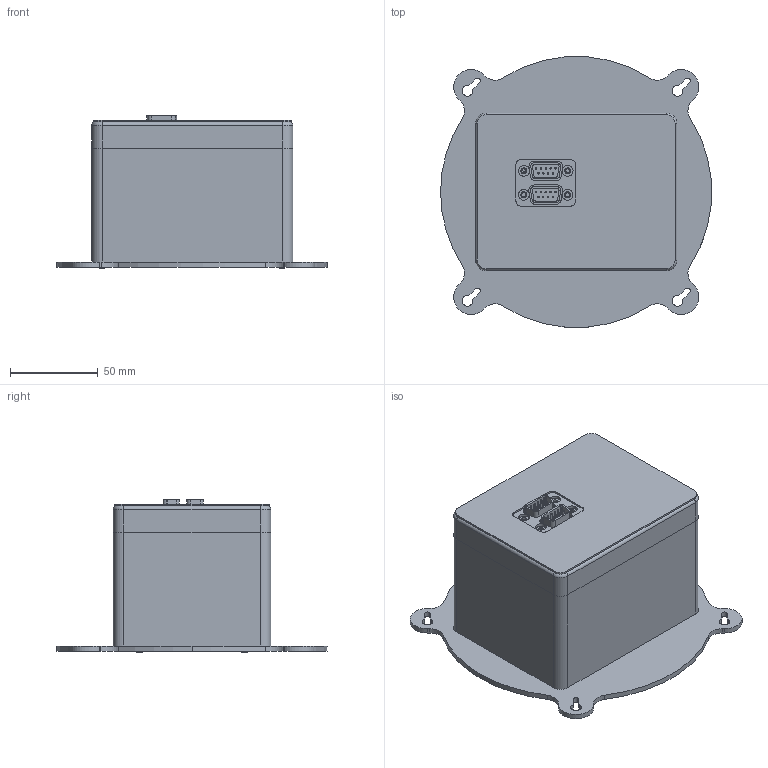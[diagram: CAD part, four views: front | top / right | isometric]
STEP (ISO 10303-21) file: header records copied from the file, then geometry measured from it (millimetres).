
FILE_DESCRIPTION (( 'STEP AP214' ), '1' );
FILE_NAME ('枟羻睯獥WS16.STEP', '2019-11-14T23:30:55', ( '' ), ( '' ), 'SwSTEP 2.0', 'SolidWorks 2018', '' );
FILE_SCHEMA (( 'AUTOMOTIVE_DESIGN' ));
Length unit declared in the file: millimetre
Products named in the file (1): 枟羻睯獥WS16
Bounding box: 154.74 x 154.48 x 87 mm (x, y, z)
Volume: 283374.5 mm3; surface area: 203355.9 mm2
Topology: 13 solids, 13 shells, 737 faces, 1835 edges, 1182 vertices
Faces by surface type: cylinder 367, plane 288, cone 52, torus 20, sphere 8, bspline 2
Entity records: 31198 total; most frequent: CARTESIAN_POINT 4465, DIRECTION 4175, ORIENTED_EDGE 3654, EDGE_CURVE 1827, AXIS2_PLACEMENT_3D 1672, VERTEX_POINT 1182, CIRCLE 936, EDGE_LOOP 905
